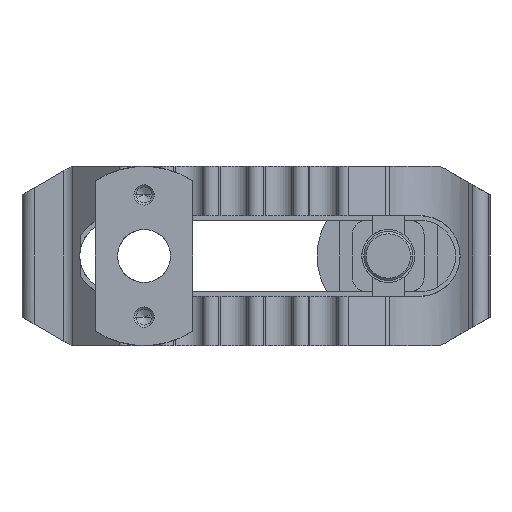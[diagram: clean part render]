
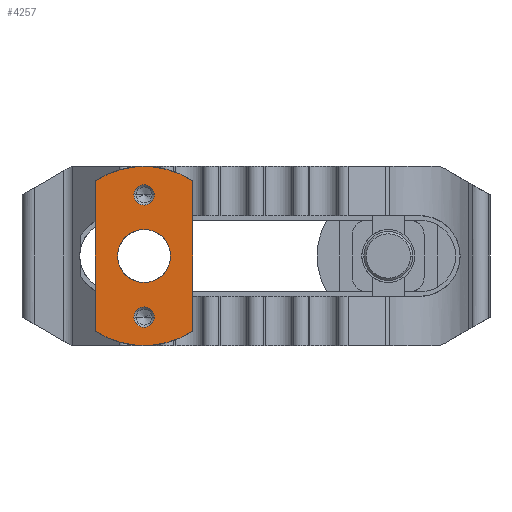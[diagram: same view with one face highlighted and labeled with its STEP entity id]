
A CAD part, front view. The second image highlights one B-rep face of the part: STEP entity #4257.
In plain terms, the highlighted planar face has unit normal (0, -1, 0).
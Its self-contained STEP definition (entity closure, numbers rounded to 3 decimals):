
#1953=VERTEX_POINT('',#5191);
#2065=VERTEX_POINT('',#5314);
#2385=VERTEX_POINT('',#5665);
#2535=VERTEX_POINT('',#5827);
#3063=EDGE_CURVE('',#3583,#4803,#6403,.T.);
#3087=VERTEX_POINT('',#6430);
#3171=VERTEX_POINT('',#6523);
#3181=EDGE_CURVE('',#4653,#3171,#6534,.T.);
#3583=VERTEX_POINT('',#6968);
#3795=EDGE_CURVE('',#2535,#1953,#7198,.T.);
#3959=EDGE_CURVE('',#3171,#4653,#7375,.T.);
#4059=VERTEX_POINT('',#7485);
#4163=EDGE_CURVE('',#4059,#2385,#7609,.T.);
#4165=EDGE_CURVE('',#4803,#3583,#7611,.T.);
#4191=EDGE_CURVE('',#3087,#2065,#7639,.T.);
#4237=EDGE_CURVE('',#2065,#3087,#7687,.T.);
#4257=ADVANCED_FACE('',(#7710,#7711,#7712,#7713),#7714,.T.);
#4527=EDGE_CURVE('',#4059,#2535,#8021,.T.);
#4653=VERTEX_POINT('',#8156);
#4737=EDGE_CURVE('',#1953,#2385,#8248,.T.);
#4803=VERTEX_POINT('',#8322);
#5191=CARTESIAN_POINT('',(12.0,0.,-18.439));
#5314=CARTESIAN_POINT('',(-2.5,0.,-15.0));
#5665=CARTESIAN_POINT('',(-12.0,0.,-18.439));
#5827=CARTESIAN_POINT('',(12.0,0.,18.439));
#6403=CIRCLE('',#10712,2.5);
#6430=CARTESIAN_POINT('',(2.5,0.,-15.0));
#6523=CARTESIAN_POINT('',(6.5,0.0,0.));
#6534=CIRCLE('',#10949,6.5);
#6968=CARTESIAN_POINT('',(-2.5,0.,15.0));
#7198=LINE('',#12041,#12042);
#7375=CIRCLE('',#12305,6.5);
#7485=CARTESIAN_POINT('',(-12.0,0.,18.439));
#7609=LINE('',#12615,#12616);
#7611=CIRCLE('',#12619,2.5);
#7639=CIRCLE('',#12655,2.5);
#7687=CIRCLE('',#12729,2.5);
#7710=FACE_BOUND('',#12757,.T.);
#7711=FACE_BOUND('',#12758,.T.);
#7712=FACE_BOUND('',#12759,.T.);
#7713=FACE_OUTER_BOUND('',#12760,.T.);
#7714=PLANE('',#12761);
#8021=CIRCLE('',#13211,22.0);
#8156=CARTESIAN_POINT('',(-6.5,0.,0.));
#8248=CIRCLE('',#13553,22.0);
#8322=CARTESIAN_POINT('',(2.5,0.,15.0));
#10712=AXIS2_PLACEMENT_3D('',#15553,#15554,#15555);
#10949=AXIS2_PLACEMENT_3D('',#15713,#15714,#15715);
#12041=CARTESIAN_POINT('',(12.0,0.,23.0));
#12042=VECTOR('',#16381,1.0);
#12305=AXIS2_PLACEMENT_3D('',#16561,#16562,#16563);
#12615=CARTESIAN_POINT('',(-12.0,0.,23.0));
#12616=VECTOR('',#16871,1.0);
#12619=AXIS2_PLACEMENT_3D('',#16872,#16873,#16874);
#12655=AXIS2_PLACEMENT_3D('',#16901,#16902,#16903);
#12729=AXIS2_PLACEMENT_3D('',#16944,#16945,#16946);
#12757=EDGE_LOOP('',(#16977,#16978));
#12758=EDGE_LOOP('',(#16979,#16980));
#12759=EDGE_LOOP('',(#16981,#16982));
#12760=EDGE_LOOP('',(#16983,#16984,#16985,#16986));
#12761=AXIS2_PLACEMENT_3D('',#16987,#16988,#16989);
#13211=AXIS2_PLACEMENT_3D('',#17429,#17430,#17431);
#13553=AXIS2_PLACEMENT_3D('',#17685,#17686,#17687);
#15553=CARTESIAN_POINT('',(0.0,0.,15.0));
#15554=DIRECTION('',(0.,1.0,0.));
#15555=DIRECTION('',(1.0,0.,0.));
#15713=CARTESIAN_POINT('',(0.0,0.0,0.0));
#15714=DIRECTION('',(0.,1.0,0.));
#15715=DIRECTION('',(-1.0,0.,0.));
#16381=DIRECTION('',(0.0,0.,-1.0));
#16561=CARTESIAN_POINT('',(0.0,0.0,0.0));
#16562=DIRECTION('',(0.,1.0,0.));
#16563=DIRECTION('',(-1.0,0.,0.));
#16871=DIRECTION('',(0.0,0.,-1.0));
#16872=CARTESIAN_POINT('',(0.0,0.,15.0));
#16873=DIRECTION('',(0.,1.0,0.));
#16874=DIRECTION('',(1.0,0.,0.));
#16901=CARTESIAN_POINT('',(0.0,0.,-15.0));
#16902=DIRECTION('',(0.,1.0,0.));
#16903=DIRECTION('',(-1.0,0.,0.));
#16944=CARTESIAN_POINT('',(0.0,0.,-15.0));
#16945=DIRECTION('',(0.,1.0,0.));
#16946=DIRECTION('',(-1.0,0.,0.));
#16977=ORIENTED_EDGE('',*,*,#4237,.T.);
#16978=ORIENTED_EDGE('',*,*,#4191,.T.);
#16979=ORIENTED_EDGE('',*,*,#4165,.T.);
#16980=ORIENTED_EDGE('',*,*,#3063,.T.);
#16981=ORIENTED_EDGE('',*,*,#3959,.T.);
#16982=ORIENTED_EDGE('',*,*,#3181,.T.);
#16983=ORIENTED_EDGE('',*,*,#4527,.F.);
#16984=ORIENTED_EDGE('',*,*,#4163,.T.);
#16985=ORIENTED_EDGE('',*,*,#4737,.F.);
#16986=ORIENTED_EDGE('',*,*,#3795,.F.);
#16987=CARTESIAN_POINT('',(-12.0,0.,23.0));
#16988=DIRECTION('',(0.,-1.0,0.));
#16989=DIRECTION('',(-1.0,0.,0.));
#17429=CARTESIAN_POINT('',(0.0,0.0,0.0));
#17430=DIRECTION('',(0.,1.0,0.));
#17431=DIRECTION('',(-1.0,0.,0.));
#17685=CARTESIAN_POINT('',(0.0,0.0,0.0));
#17686=DIRECTION('',(0.,1.0,0.));
#17687=DIRECTION('',(-1.0,0.,0.));
